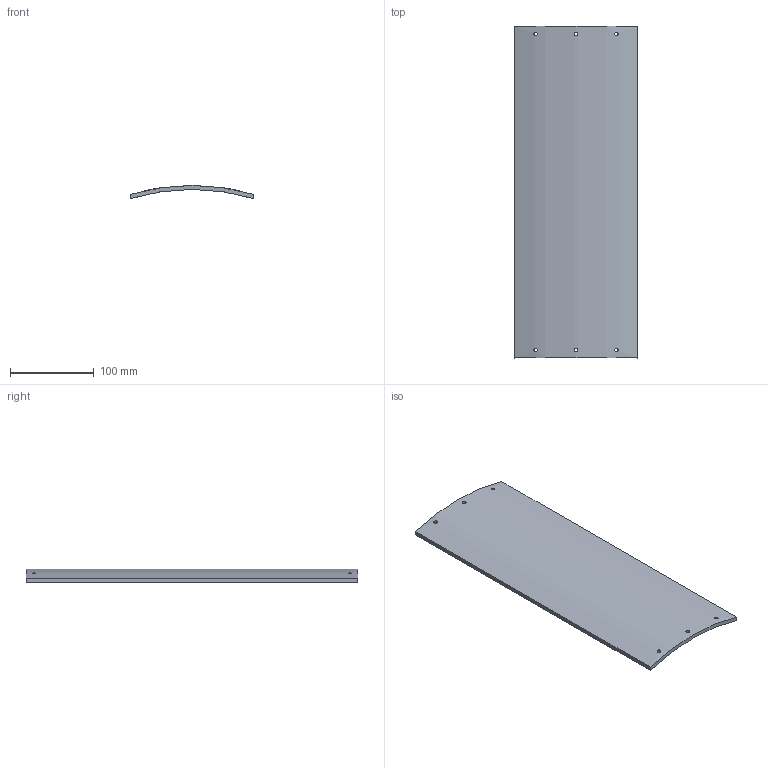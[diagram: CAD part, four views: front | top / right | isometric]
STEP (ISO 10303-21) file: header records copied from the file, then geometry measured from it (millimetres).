
FILE_DESCRIPTION (( 'STEP AP203' ), '1' );
FILE_NAME ('PBS_601_DOOR_PANEL.STEP', '2013-11-20T05:47:25', ( '' ), ( '' ), 'SwSTEP 2.0', 'SolidWorks 2013', '' );
FILE_SCHEMA (( 'CONFIG_CONTROL_DESIGN' ));
Length unit declared in the file: millimetre
Products named in the file (1): PBS_601_DOOR_PANEL
Bounding box: 146.34 x 397 x 15.77 mm (x, y, z)
Volume: 280347.5 mm3; surface area: 123486.7 mm2
Topology: 1 solids, 1 shells, 18 faces, 48 edges, 32 vertices
Faces by surface type: cylinder 14, plane 4
Entity records: 1281 total; most frequent: CARTESIAN_POINT 771, ORIENTED_EDGE 96, DIRECTION 66, EDGE_CURVE 48, VERTEX_POINT 32, EDGE_LOOP 30, B_SPLINE_CURVE_WITH_KNOTS 24, AXIS2_PLACEMENT_3D 23
